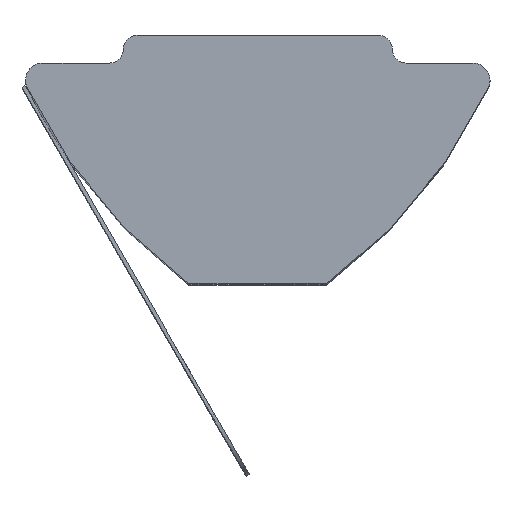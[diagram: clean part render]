
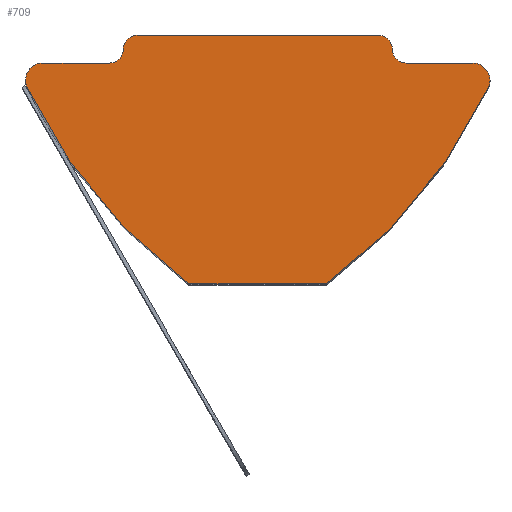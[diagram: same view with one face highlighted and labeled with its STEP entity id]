
A CAD part, top view. The second image highlights one B-rep face of the part: STEP entity #709.
In plain terms, the highlighted free-form (B-spline) face has degree [1, 1] with [4, 2] control points.
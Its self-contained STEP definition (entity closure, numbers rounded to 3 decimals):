
#17 = DIRECTION ( 'NONE',  ( -1., 0., 0. ) ) ;
#18 = CARTESIAN_POINT ( 'NONE',  ( 3.5, -0.4, 22. ) ) ;
#22 = DIRECTION ( 'NONE',  ( 0., 0., -1. ) ) ;
#26 = CARTESIAN_POINT ( 'NONE',  ( 0.001, -0.8, 22. ) ) ;
#36 = CARTESIAN_POINT ( 'NONE',  ( -6.233, -0.8, 22. ) ) ;
#40 = CARTESIAN_POINT ( 'NONE',  ( 3.5, 0., 22. ) ) ;
#42 = DIRECTION ( 'NONE',  ( 1., 0., 0. ) ) ;
#45 = CARTESIAN_POINT ( 'NONE',  ( -3.5, 0., 22. ) ) ;
#47 = CARTESIAN_POINT ( 'NONE',  ( 6.233, -0.8, 22. ) ) ;
#54 = CARTESIAN_POINT ( 'NONE',  ( -3.9, -0.4, 22. ) ) ;
#57 = CARTESIAN_POINT ( 'NONE',  ( -2., -7.2, 22. ) ) ;
#62 = CARTESIAN_POINT ( 'NONE',  ( 6.686, -1.513, 22. ) ) ;
#63 = CARTESIAN_POINT ( 'NONE',  ( -6.686, -1.513, 22. ) ) ;
#64 = CARTESIAN_POINT ( 'NONE',  ( 6.733, -1.3, 22. ) ) ;
#72 = CARTESIAN_POINT ( 'NONE',  ( -4.3, -0.8, 22. ) ) ;
#74 = CARTESIAN_POINT ( 'NONE',  ( 4.3, -0.8, 22. ) ) ;
#75 = CARTESIAN_POINT ( 'NONE',  ( 3.9, -0.4, 22. ) ) ;
#79 = DIRECTION ( 'NONE',  ( 1., 0., 0. ) ) ;
#80 = DIRECTION ( 'NONE',  ( 0., 0., -1. ) ) ;
#81 = CARTESIAN_POINT ( 'NONE',  ( 6.233, -1.3, 22. ) ) ;
#87 = CARTESIAN_POINT ( 'NONE',  ( 2., -7.2, 22. ) ) ;
#110 = DIRECTION ( 'NONE',  ( 1., 0., 0. ) ) ;
#111 = DIRECTION ( 'NONE',  ( 0., 0., -1. ) ) ;
#112 = CARTESIAN_POINT ( 'NONE',  ( 0.001, -7.2, 22. ) ) ;
#113 = CARTESIAN_POINT ( 'NONE',  ( 4.3, -0.4, 22. ) ) ;
#116 = CARTESIAN_POINT ( 'NONE',  ( -3.5, -0.4, 22. ) ) ;
#119 = DIRECTION ( 'NONE',  ( 0., 0., -1. ) ) ;
#120 = DIRECTION ( 'NONE',  ( 1., 0., 0. ) ) ;
#121 = DIRECTION ( 'NONE',  ( 1., 0., 0. ) ) ;
#146 = DIRECTION ( 'NONE',  ( -1., 0., 0. ) ) ;
#161 = CARTESIAN_POINT ( 'NONE',  ( 0.001, -0.8, 22. ) ) ;
#171 = DIRECTION ( 'NONE',  ( 1., 0., 0. ) ) ;
#172 = CARTESIAN_POINT ( 'NONE',  ( 0., 0., 22. ) ) ;
#232 = DIRECTION ( 'NONE',  ( 1., 0., 0. ) ) ;
#233 = DIRECTION ( 'NONE',  ( 0., 0., -1. ) ) ;
#234 = CARTESIAN_POINT ( 'NONE',  ( -6.233, -1.3, 22. ) ) ;
#250 = DIRECTION ( 'NONE',  ( 1., 0., 0. ) ) ;
#251 = DIRECTION ( 'NONE',  ( 0., 0., 1. ) ) ;
#253 = CARTESIAN_POINT ( 'NONE',  ( 6.879, 4.89, 22. ) ) ;
#312 = CARTESIAN_POINT ( 'NONE',  ( 6.817, 0., 22. ) ) ;
#313 = CARTESIAN_POINT ( 'NONE',  ( 6.817, -7.2, 22. ) ) ;
#314 = CARTESIAN_POINT ( 'NONE',  ( 6.733, 0., 22. ) ) ;
#315 = CARTESIAN_POINT ( 'NONE',  ( 6.733, -7.2, 22. ) ) ;
#316 = CARTESIAN_POINT ( 'NONE',  ( -6.733, 0., 22. ) ) ;
#317 = CARTESIAN_POINT ( 'NONE',  ( -6.733, -7.2, 22. ) ) ;
#318 = CARTESIAN_POINT ( 'NONE',  ( -6.818, 0., 22. ) ) ;
#319 = CARTESIAN_POINT ( 'NONE',  ( -6.818, -7.2, 22. ) ) ;
#320 = DIRECTION ( 'NONE',  ( 1., 0., 0. ) ) ;
#321 = DIRECTION ( 'NONE',  ( 0., 0., 1. ) ) ;
#322 = CARTESIAN_POINT ( 'NONE',  ( -6.879, 4.89, 22. ) ) ;
#338 = DIRECTION ( 'NONE',  ( 1., 0., 0. ) ) ;
#339 = DIRECTION ( 'NONE',  ( 0., 0., -1. ) ) ;
#340 = CARTESIAN_POINT ( 'NONE',  ( -4.3, -0.4, 22. ) ) ;
#398 = DIRECTION ( 'NONE',  ( 1., 0., 0. ) ) ;
#399 = DIRECTION ( 'NONE',  ( 0., 0., -1. ) ) ;
#400 = CARTESIAN_POINT ( 'NONE',  ( 6.233, -1.3, 22. ) ) ;
#491 = CIRCLE ( 'NONE', #543, 0.4 ) ;
#496 = AXIS2_PLACEMENT_3D ( 'NONE', #400, #399, #398 ) ;
#506 = CIRCLE ( 'NONE', #496, 0.5 ) ;
#541 = CIRCLE ( 'NONE', #546, 15. ) ;
#543 = AXIS2_PLACEMENT_3D ( 'NONE', #340, #339, #338 ) ;
#546 = AXIS2_PLACEMENT_3D ( 'NONE', #322, #321, #320 ) ;
#569 = CIRCLE ( 'NONE', #571, 15. ) ;
#571 = AXIS2_PLACEMENT_3D ( 'NONE', #253, #251, #250 ) ;
#576 = CIRCLE ( 'NONE', #577, 0.5 ) ;
#577 = AXIS2_PLACEMENT_3D ( 'NONE', #234, #233, #232 ) ;
#586 = CIRCLE ( 'NONE', #601, 0.4 ) ;
#590 = VECTOR ( 'NONE', #146, 1000. ) ;
#599 = CIRCLE ( 'NONE', #602, 0.4 ) ;
#600 = VECTOR ( 'NONE', #171, 1000. ) ;
#601 = AXIS2_PLACEMENT_3D ( 'NONE', #18, #22, #120 ) ;
#602 = AXIS2_PLACEMENT_3D ( 'NONE', #116, #119, #121 ) ;
#607 = VECTOR ( 'NONE', #42, 1000. ) ;
#612 = VECTOR ( 'NONE', #17, 1000. ) ;
#618 = CIRCLE ( 'NONE', #620, 0.4 ) ;
#620 = AXIS2_PLACEMENT_3D ( 'NONE', #113, #111, #110 ) ;
#625 = CIRCLE ( 'NONE', #627, 0.5 ) ;
#627 = AXIS2_PLACEMENT_3D ( 'NONE', #81, #80, #79 ) ;
#682 = EDGE_CURVE ( 'NONE', #819, #820, #506, .T. ) ;
#703 = EDGE_CURVE ( 'NONE', #796, #788, #491, .T. ) ;
#708 = EDGE_CURVE ( 'NONE', #815, #820, #541, .T. ) ;
#709 = ADVANCED_FACE ( 'NONE', ( #1119 ), #1212, .T. ) ;
#732 = EDGE_CURVE ( 'NONE', #793, #795, #569, .T. ) ;
#736 = EDGE_CURVE ( 'NONE', #793, #802, #576, .T. ) ;
#749 = EDGE_CURVE ( 'NONE', #788, #802, #1161, .T. ) ;
#756 = EDGE_CURVE ( 'NONE', #800, #801, #1166, .T. ) ;
#757 = EDGE_CURVE ( 'NONE', #801, #785, #586, .T. ) ;
#759 = EDGE_CURVE ( 'NONE', #796, #800, #599, .T. ) ;
#764 = EDGE_CURVE ( 'NONE', #795, #815, #1170, .T. ) ;
#769 = EDGE_CURVE ( 'NONE', #799, #786, #1173, .T. ) ;
#774 = EDGE_CURVE ( 'NONE', #786, #785, #618, .T. ) ;
#782 = EDGE_CURVE ( 'NONE', #799, #819, #625, .T. ) ;
#785 = VERTEX_POINT ( 'NONE', #75 ) ;
#786 = VERTEX_POINT ( 'NONE', #74 ) ;
#788 = VERTEX_POINT ( 'NONE', #72 ) ;
#793 = VERTEX_POINT ( 'NONE', #63 ) ;
#795 = VERTEX_POINT ( 'NONE', #57 ) ;
#796 = VERTEX_POINT ( 'NONE', #54 ) ;
#799 = VERTEX_POINT ( 'NONE', #47 ) ;
#800 = VERTEX_POINT ( 'NONE', #45 ) ;
#801 = VERTEX_POINT ( 'NONE', #40 ) ;
#802 = VERTEX_POINT ( 'NONE', #36 ) ;
#815 = VERTEX_POINT ( 'NONE', #87 ) ;
#819 = VERTEX_POINT ( 'NONE', #64 ) ;
#820 = VERTEX_POINT ( 'NONE', #62 ) ;
#876 = EDGE_LOOP ( 'NONE', ( #959, #964, #956, #960, #961, #962, #963, #965, #966, #967, #968, #969, #971 ) ) ;
#956 = ORIENTED_EDGE ( 'NONE', *, *, #749, .T. ) ;
#959 = ORIENTED_EDGE ( 'NONE', *, *, #759, .F. ) ;
#960 = ORIENTED_EDGE ( 'NONE', *, *, #736, .F. ) ;
#961 = ORIENTED_EDGE ( 'NONE', *, *, #732, .T. ) ;
#962 = ORIENTED_EDGE ( 'NONE', *, *, #764, .T. ) ;
#963 = ORIENTED_EDGE ( 'NONE', *, *, #708, .T. ) ;
#964 = ORIENTED_EDGE ( 'NONE', *, *, #703, .T. ) ;
#965 = ORIENTED_EDGE ( 'NONE', *, *, #682, .F. ) ;
#966 = ORIENTED_EDGE ( 'NONE', *, *, #782, .F. ) ;
#967 = ORIENTED_EDGE ( 'NONE', *, *, #769, .T. ) ;
#968 = ORIENTED_EDGE ( 'NONE', *, *, #774, .T. ) ;
#969 = ORIENTED_EDGE ( 'NONE', *, *, #757, .F. ) ;
#971 = ORIENTED_EDGE ( 'NONE', *, *, #756, .F. ) ;
#1119 = FACE_OUTER_BOUND ( 'NONE', #876, .T. ) ;
#1161 = LINE ( 'NONE', #161, #590 ) ;
#1166 = LINE ( 'NONE', #172, #600 ) ;
#1170 = LINE ( 'NONE', #112, #607 ) ;
#1173 = LINE ( 'NONE', #26, #612 ) ;
#1212 = B_SPLINE_SURFACE_WITH_KNOTS ( 'NONE', 1, 1, ( 
 ( #319, #318 ),
 ( #317, #316 ),
 ( #315, #314 ),
 ( #313, #312 ) ),
 .UNSPECIFIED., .F., .F., .F.,
 ( 2, 1, 1, 2 ),
 ( 2, 2 ),
 ( -0.006, 0., 1., 1.006 ),
 ( 0., 1. ),
 .UNSPECIFIED. ) ;
